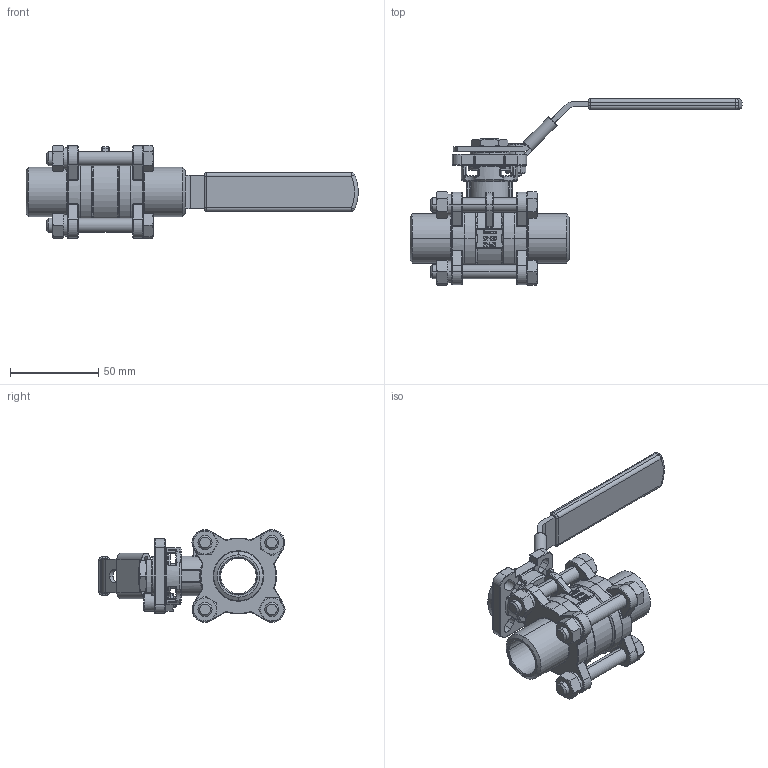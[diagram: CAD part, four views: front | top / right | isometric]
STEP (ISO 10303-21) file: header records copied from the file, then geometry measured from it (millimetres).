
FILE_DESCRIPTION (( 'STEP AP214' ), '1' );
FILE_NAME ('K3-034-0SS-4 Kugelhahn 1801.STEP', '2018-01-03T09:29:28', ( '' ), ( '' ), 'SwSTEP 2.0', 'SolidWorks 2016', '' );
FILE_SCHEMA (( 'AUTOMOTIVE_DESIGN' ));
Length unit declared in the file: millimetre
Products named in the file (1): K3-034-0SS-4 Kugelhahn 1801
Bounding box: 187.92 x 105.42 x 52.84 mm (x, y, z)
Volume: 121246.3 mm3; surface area: 48735.8 mm2
Topology: 1 solids, 1 shells, 1718 faces, 4185 edges, 2479 vertices
Faces by surface type: plane 509, cylinder 394, bspline 379, torus 247, cone 147, sphere 42
Entity records: 70306 total; most frequent: CARTESIAN_POINT 28390, ORIENTED_EDGE 8254, DIRECTION 7290, EDGE_CURVE 4127, AXIS2_PLACEMENT_3D 2810, VERTEX_POINT 2479, EDGE_LOOP 1820, ADVANCED_FACE 1718
